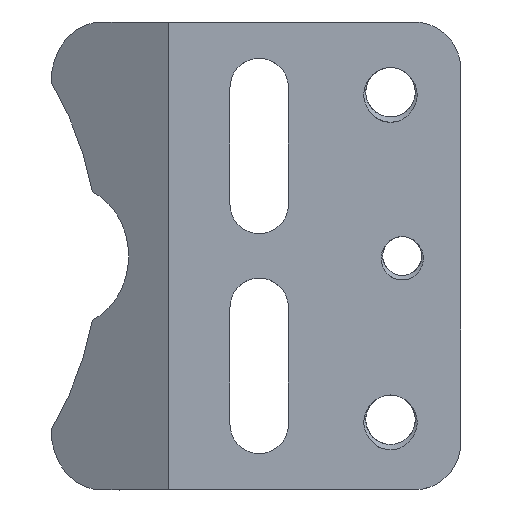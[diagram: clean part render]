
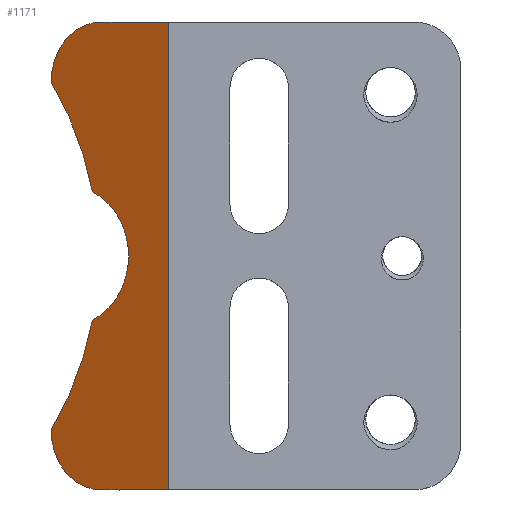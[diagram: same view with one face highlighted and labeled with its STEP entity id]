
A CAD part, top view. The second image highlights one B-rep face of the part: STEP entity #1171.
In plain terms, the highlighted planar face has unit normal (-0.5, 0, 0.866).
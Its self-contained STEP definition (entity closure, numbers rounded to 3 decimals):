
#35=PLANE('',#1277);
#102=FACE_OUTER_BOUND('',#173,.T.);
#173=EDGE_LOOP('',(#1051,#1052,#1053,#1054,#1055,#1056,#1057,#1058,#1059,
#1060));
#270=CIRCLE('',#1244,6.);
#276=CIRCLE('',#1252,26.);
#277=CIRCLE('',#1254,26.);
#278=CIRCLE('',#1257,5.);
#279=CIRCLE('',#1259,5.);
#330=LINE('',#4325,#399);
#335=LINE('',#4339,#404);
#349=LINE('',#4378,#418);
#351=LINE('',#4381,#420);
#352=LINE('',#4382,#421);
#399=VECTOR('',#1464,10.);
#404=VECTOR('',#1479,10.);
#418=VECTOR('',#1525,10.);
#420=VECTOR('',#1529,10.);
#421=VECTOR('',#1530,10.);
#514=VERTEX_POINT('',#4292);
#516=VERTEX_POINT('',#4295);
#524=VERTEX_POINT('',#4316);
#525=VERTEX_POINT('',#4320);
#526=VERTEX_POINT('',#4324);
#527=VERTEX_POINT('',#4328);
#528=VERTEX_POINT('',#4332);
#529=VERTEX_POINT('',#4334);
#530=VERTEX_POINT('',#4338);
#539=VERTEX_POINT('',#4377);
#673=EDGE_CURVE('',#516,#514,#270,.T.);
#684=EDGE_CURVE('',#524,#516,#276,.T.);
#687=EDGE_CURVE('',#514,#525,#277,.T.);
#688=EDGE_CURVE('',#524,#526,#330,.T.);
#690=EDGE_CURVE('',#527,#526,#278,.T.);
#693=EDGE_CURVE('',#529,#528,#279,.T.);
#695=EDGE_CURVE('',#527,#530,#335,.T.);
#713=EDGE_CURVE('',#539,#530,#349,.T.);
#715=EDGE_CURVE('',#529,#525,#351,.T.);
#716=EDGE_CURVE('',#539,#528,#352,.T.);
#1051=ORIENTED_EDGE('',*,*,#673,.T.);
#1052=ORIENTED_EDGE('',*,*,#687,.T.);
#1053=ORIENTED_EDGE('',*,*,#715,.F.);
#1054=ORIENTED_EDGE('',*,*,#693,.T.);
#1055=ORIENTED_EDGE('',*,*,#716,.F.);
#1056=ORIENTED_EDGE('',*,*,#713,.T.);
#1057=ORIENTED_EDGE('',*,*,#695,.F.);
#1058=ORIENTED_EDGE('',*,*,#690,.T.);
#1059=ORIENTED_EDGE('',*,*,#688,.F.);
#1060=ORIENTED_EDGE('',*,*,#684,.T.);
#1171=ADVANCED_FACE('',(#102),#35,.T.);
#1244=AXIS2_PLACEMENT_3D('',#4296,#1433,#1434);
#1252=AXIS2_PLACEMENT_3D('',#4317,#1454,#1455);
#1254=AXIS2_PLACEMENT_3D('',#4322,#1460,#1461);
#1257=AXIS2_PLACEMENT_3D('',#4329,#1468,#1469);
#1259=AXIS2_PLACEMENT_3D('',#4335,#1474,#1475);
#1277=AXIS2_PLACEMENT_3D('',#4380,#1527,#1528);
#1433=DIRECTION('center_axis',(0.5,0.,-0.866));
#1434=DIRECTION('ref_axis',(0.,-1.,0.));
#1454=DIRECTION('center_axis',(0.5,0.,-0.866));
#1455=DIRECTION('ref_axis',(0.,-1.,0.));
#1460=DIRECTION('center_axis',(0.5,0.,-0.866));
#1461=DIRECTION('ref_axis',(0.,-1.,0.));
#1464=DIRECTION('',(0.,1.,0.));
#1468=DIRECTION('center_axis',(-0.5,0.,0.866));
#1469=DIRECTION('ref_axis',(0.,1.,0.));
#1474=DIRECTION('center_axis',(-0.5,0.,0.866));
#1475=DIRECTION('ref_axis',(-0.866,0.,-0.5));
#1479=DIRECTION('',(0.866,0.,0.5));
#1525=DIRECTION('',(0.,1.,0.));
#1527=DIRECTION('center_axis',(-0.5,0.,0.866));
#1528=DIRECTION('ref_axis',(0.866,0.,0.5));
#1529=DIRECTION('',(0.,1.,0.));
#1530=DIRECTION('',(-0.866,0.,-0.5));
#4292=CARTESIAN_POINT('',(398.505,14.507,68.595));
#4295=CARTESIAN_POINT('',(398.505,25.493,68.595));
#4296=CARTESIAN_POINT('Origin',(396.415,20.,67.388));
#4316=CARTESIAN_POINT('',(395.,34.816,66.571));
#4317=CARTESIAN_POINT('Origin',(376.497,20.,55.888));
#4320=CARTESIAN_POINT('',(395.,5.184,66.571));
#4322=CARTESIAN_POINT('Origin',(376.497,20.,55.888));
#4324=CARTESIAN_POINT('',(395.,35.,66.571));
#4325=CARTESIAN_POINT('',(395.,0.,66.571));
#4328=CARTESIAN_POINT('',(399.33,40.,69.071));
#4329=CARTESIAN_POINT('Origin',(399.33,35.,69.071));
#4332=CARTESIAN_POINT('',(399.33,0.,69.071));
#4334=CARTESIAN_POINT('',(395.,5.,66.571));
#4335=CARTESIAN_POINT('Origin',(399.33,5.,69.071));
#4338=CARTESIAN_POINT('',(405.,40.,72.345));
#4339=CARTESIAN_POINT('',(405.,40.,72.345));
#4377=CARTESIAN_POINT('',(405.,0.,72.345));
#4378=CARTESIAN_POINT('',(405.,0.,72.345));
#4380=CARTESIAN_POINT('Origin',(395.,0.,66.571));
#4381=CARTESIAN_POINT('',(395.,0.,66.571));
#4382=CARTESIAN_POINT('',(405.,0.,72.345));
